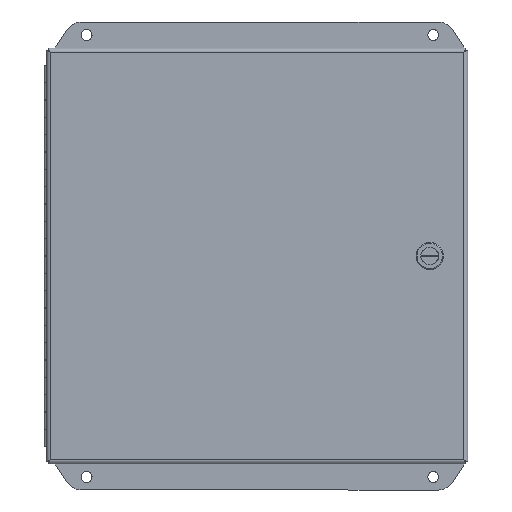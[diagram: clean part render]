
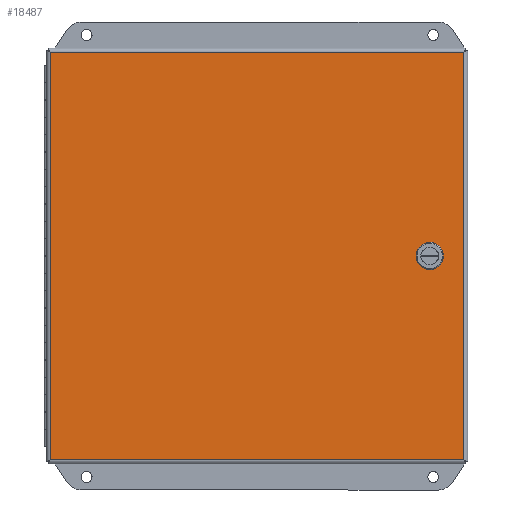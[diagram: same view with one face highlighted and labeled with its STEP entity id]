
A CAD part, front view. The second image highlights one B-rep face of the part: STEP entity #18487.
In plain terms, the highlighted planar face has unit normal (0, -1, 0).
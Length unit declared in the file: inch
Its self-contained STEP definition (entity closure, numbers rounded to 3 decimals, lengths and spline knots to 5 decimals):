
#154 = CARTESIAN_POINT ( 'NONE',  ( 5.8785, -4.61697, -5.8785 ) ) ;
#273 = EDGE_CURVE ( 'NONE', #20580, #9369, #5063, .T. ) ;
#482 = LINE ( 'NONE', #21446, #13415 ) ;
#1037 = CARTESIAN_POINT ( 'NONE',  ( 5.231, -4.61697, -0.07559 ) ) ;
#1535 = LINE ( 'NONE', #13201, #22491 ) ;
#1767 = DIRECTION ( 'NONE',  ( 0.707, 0., 0.707 ) ) ;
#2151 = VECTOR ( 'NONE', #20085, 39.37008 ) ;
#2252 = VERTEX_POINT ( 'NONE', #1037 ) ;
#2467 = VERTEX_POINT ( 'NONE', #154 ) ;
#2860 = CARTESIAN_POINT ( 'NONE',  ( -6.0455, -4.61697, -5.8785 ) ) ;
#3072 = PLANE ( 'NONE',  #21340 ) ;
#3309 = DIRECTION ( 'NONE',  ( 1., 0., 0. ) ) ;
#3782 = VERTEX_POINT ( 'NONE', #2860 ) ;
#3810 = CARTESIAN_POINT ( 'NONE',  ( 5.8785, -4.61697, 5.8785 ) ) ;
#4216 = CARTESIAN_POINT ( 'NONE',  ( 4.97559, -4.61697, 0.331 ) ) ;
#4357 = EDGE_LOOP ( 'NONE', ( #7942, #21860, #11305, #17696 ) ) ;
#5040 = CARTESIAN_POINT ( 'NONE',  ( -6.0455, -4.61697, -5.8785 ) ) ;
#5063 = LINE ( 'NONE', #22184, #7744 ) ;
#5398 = EDGE_CURVE ( 'NONE', #21205, #20580, #14628, .T. ) ;
#6289 = EDGE_CURVE ( 'NONE', #20848, #19556, #1535, .T. ) ;
#7147 = FACE_BOUND ( 'NONE', #12266, .T. ) ;
#7153 = EDGE_CURVE ( 'NONE', #2467, #20848, #7753, .T. ) ;
#7223 = DIRECTION ( 'NONE',  ( -1., 0., 0. ) ) ;
#7387 = DIRECTION ( 'NONE',  ( 0., 0., 1. ) ) ;
#7744 = VECTOR ( 'NONE', #16125, 39.37008 ) ;
#7753 = LINE ( 'NONE', #22277, #12636 ) ;
#7816 = CARTESIAN_POINT ( 'NONE',  ( 4.569, -4.61697, 0.07559 ) ) ;
#7942 = ORIENTED_EDGE ( 'NONE', *, *, #7153, .T. ) ;
#7957 = CARTESIAN_POINT ( 'NONE',  ( 4.82441, -4.61697, -0.331 ) ) ;
#7976 = VERTEX_POINT ( 'NONE', #17989 ) ;
#8042 = DIRECTION ( 'NONE',  ( 0., 0., 1. ) ) ;
#8387 = VECTOR ( 'NONE', #3309, 39.37008 ) ;
#8590 = ORIENTED_EDGE ( 'NONE', *, *, #13224, .F. ) ;
#9054 = VECTOR ( 'NONE', #21355, 39.37008 ) ;
#9369 = VERTEX_POINT ( 'NONE', #7816 ) ;
#9372 = CARTESIAN_POINT ( 'NONE',  ( 4.97559, -4.61697, 0.331 ) ) ;
#9373 = VERTEX_POINT ( 'NONE', #21467 ) ;
#9800 = ORIENTED_EDGE ( 'NONE', *, *, #20171, .F. ) ;
#10151 = ORIENTED_EDGE ( 'NONE', *, *, #273, .F. ) ;
#10152 = VECTOR ( 'NONE', #11310, 39.37008 ) ;
#10179 = LINE ( 'NONE', #4216, #9054 ) ;
#10191 = EDGE_CURVE ( 'NONE', #15589, #2252, #12938, .T. ) ;
#10425 = VECTOR ( 'NONE', #15541, 39.37008 ) ;
#10819 = VECTOR ( 'NONE', #13445, 39.37008 ) ;
#11180 = ORIENTED_EDGE ( 'NONE', *, *, #23212, .F. ) ;
#11285 = CARTESIAN_POINT ( 'NONE',  ( 4.569, -4.61697, -0.07559 ) ) ;
#11305 = ORIENTED_EDGE ( 'NONE', *, *, #20264, .T. ) ;
#11310 = DIRECTION ( 'NONE',  ( 1., 0., 0. ) ) ;
#11700 = LINE ( 'NONE', #7957, #10425 ) ;
#11911 = CARTESIAN_POINT ( 'NONE',  ( -6.0455, -4.61697, 5.8785 ) ) ;
#12266 = EDGE_LOOP ( 'NONE', ( #8590, #9800, #11180, #10151, #23252, #12274, #14833, #14039 ) ) ;
#12274 = ORIENTED_EDGE ( 'NONE', *, *, #24071, .F. ) ;
#12636 = VECTOR ( 'NONE', #7387, 39.37008 ) ;
#12938 = LINE ( 'NONE', #22475, #22657 ) ;
#13201 = CARTESIAN_POINT ( 'NONE',  ( -6.0455, -4.61697, 5.8785 ) ) ;
#13224 = EDGE_CURVE ( 'NONE', #9373, #15589, #17012, .T. ) ;
#13384 = VECTOR ( 'NONE', #24544, 39.37008 ) ;
#13415 = VECTOR ( 'NONE', #8042, 39.37008 ) ;
#13445 = DIRECTION ( 'NONE',  ( 0., 0., -1. ) ) ;
#14039 = ORIENTED_EDGE ( 'NONE', *, *, #10191, .F. ) ;
#14086 = CARTESIAN_POINT ( 'NONE',  ( 4.569, -4.61697, -0.07559 ) ) ;
#14499 = CARTESIAN_POINT ( 'NONE',  ( -6.0455, -4.61697, -5.8785 ) ) ;
#14619 = DIRECTION ( 'NONE',  ( 0., -1., 0. ) ) ;
#14628 = LINE ( 'NONE', #23790, #2151 ) ;
#14833 = ORIENTED_EDGE ( 'NONE', *, *, #18382, .F. ) ;
#14978 = EDGE_CURVE ( 'NONE', #3782, #2467, #16470, .T. ) ;
#15541 = DIRECTION ( 'NONE',  ( 0.707, 0., -0.707 ) ) ;
#15589 = VERTEX_POINT ( 'NONE', #19644 ) ;
#16125 = DIRECTION ( 'NONE',  ( -0.707, 0., -0.707 ) ) ;
#16470 = LINE ( 'NONE', #5040, #8387 ) ;
#17012 = LINE ( 'NONE', #18754, #10152 ) ;
#17696 = ORIENTED_EDGE ( 'NONE', *, *, #14978, .T. ) ;
#17989 = CARTESIAN_POINT ( 'NONE',  ( 5.231, -4.61697, 0.07559 ) ) ;
#18382 = EDGE_CURVE ( 'NONE', #2252, #7976, #482, .T. ) ;
#18487 = ADVANCED_FACE ( 'NONE', ( #7147, #20076 ), #3072, .T. ) ;
#18754 = CARTESIAN_POINT ( 'NONE',  ( 4.97559, -4.61697, -0.331 ) ) ;
#19071 = VERTEX_POINT ( 'NONE', #14086 ) ;
#19117 = CARTESIAN_POINT ( 'NONE',  ( 4.82441, -4.61697, 0.331 ) ) ;
#19398 = CARTESIAN_POINT ( 'NONE',  ( -6.0455, -4.61697, -5.8785 ) ) ;
#19556 = VERTEX_POINT ( 'NONE', #11911 ) ;
#19644 = CARTESIAN_POINT ( 'NONE',  ( 4.97559, -4.61697, -0.331 ) ) ;
#20076 = FACE_OUTER_BOUND ( 'NONE', #4357, .T. ) ;
#20085 = DIRECTION ( 'NONE',  ( -1., 0., 0. ) ) ;
#20171 = EDGE_CURVE ( 'NONE', #19071, #9373, #11700, .T. ) ;
#20264 = EDGE_CURVE ( 'NONE', #19556, #3782, #22856, .T. ) ;
#20342 = LINE ( 'NONE', #11285, #13384 ) ;
#20580 = VERTEX_POINT ( 'NONE', #19117 ) ;
#20848 = VERTEX_POINT ( 'NONE', #3810 ) ;
#21205 = VERTEX_POINT ( 'NONE', #9372 ) ;
#21340 = AXIS2_PLACEMENT_3D ( 'NONE', #14499, #14619, #22292 ) ;
#21355 = DIRECTION ( 'NONE',  ( -0.707, 0., 0.707 ) ) ;
#21446 = CARTESIAN_POINT ( 'NONE',  ( 5.231, -4.61697, 0.07559 ) ) ;
#21467 = CARTESIAN_POINT ( 'NONE',  ( 4.82441, -4.61697, -0.331 ) ) ;
#21860 = ORIENTED_EDGE ( 'NONE', *, *, #6289, .T. ) ;
#22184 = CARTESIAN_POINT ( 'NONE',  ( 4.569, -4.61697, 0.07559 ) ) ;
#22277 = CARTESIAN_POINT ( 'NONE',  ( 5.8785, -4.61697, -5.8785 ) ) ;
#22292 = DIRECTION ( 'NONE',  ( 0., 0., -1. ) ) ;
#22475 = CARTESIAN_POINT ( 'NONE',  ( 5.231, -4.61697, -0.07559 ) ) ;
#22491 = VECTOR ( 'NONE', #7223, 39.37008 ) ;
#22657 = VECTOR ( 'NONE', #1767, 39.37008 ) ;
#22856 = LINE ( 'NONE', #19398, #10819 ) ;
#23212 = EDGE_CURVE ( 'NONE', #9369, #19071, #20342, .T. ) ;
#23252 = ORIENTED_EDGE ( 'NONE', *, *, #5398, .F. ) ;
#23790 = CARTESIAN_POINT ( 'NONE',  ( 4.82441, -4.61697, 0.331 ) ) ;
#24071 = EDGE_CURVE ( 'NONE', #7976, #21205, #10179, .T. ) ;
#24544 = DIRECTION ( 'NONE',  ( 0., 0., -1. ) ) ;
